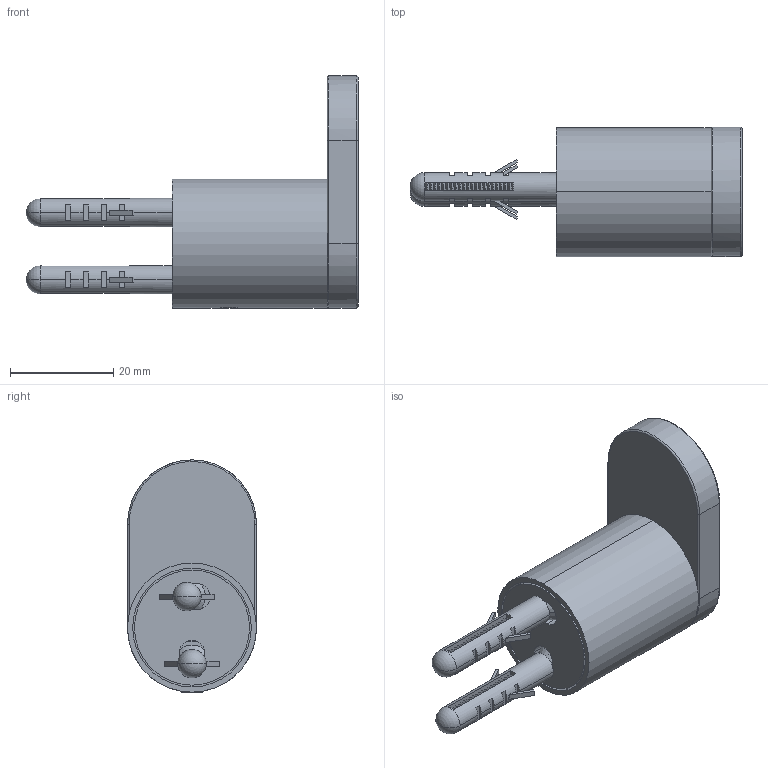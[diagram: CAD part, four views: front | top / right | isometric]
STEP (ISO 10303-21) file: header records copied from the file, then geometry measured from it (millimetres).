
FILE_DESCRIPTION((''),'2;1');
FILE_NAME('GS01010_ASM_1_ASM','2024-02-21T',('Administrator'),(''),'PRO/ENGINEER BY PARAMETRIC TECHNOLOGY CORPORATION, 2011310','PRO/ENGINEER BY PARAMETRIC TECHNOLOGY CORPORATION, 2011310','');
FILE_SCHEMA(('CONFIG_CONTROL_DESIGN'));
Length unit declared in the file: millimetre
Products named in the file (7): 1I0066AZCP_1; 1I0067AZCP_1; 1P0299AZNT_1; 1F0023NT_1; 1T0007NT_1; 1F0066CWNT_1; GS01010_ASM_1_ASM
Assembly tree (8 placements, depth 2):
  GS01010_ASM_1_ASM
    1I0066AZCP_1
    1I0067AZCP_1
    1P0299AZNT_1
    1F0023NT_1  x2
    1T0007NT_1  x2
    1F0066CWNT_1
Bounding box: 64.33 x 25 x 45 mm (x, y, z)
Volume: 15515.1 mm3; surface area: 13623.7 mm2
Topology: 8 solids, 11 shells, 285 faces, 909 edges, 635 vertices
Faces by surface type: plane 139, cylinder 66, bspline 40, cone 32, torus 4, sphere 4
Entity records: 13038 total; most frequent: CARTESIAN_POINT 7600, ORIENTED_EDGE 1178, DIRECTION 1012, EDGE_CURVE 595, VERTEX_POINT 420, AXIS2_PLACEMENT_3D 383, VECTOR 246, LINE 246
